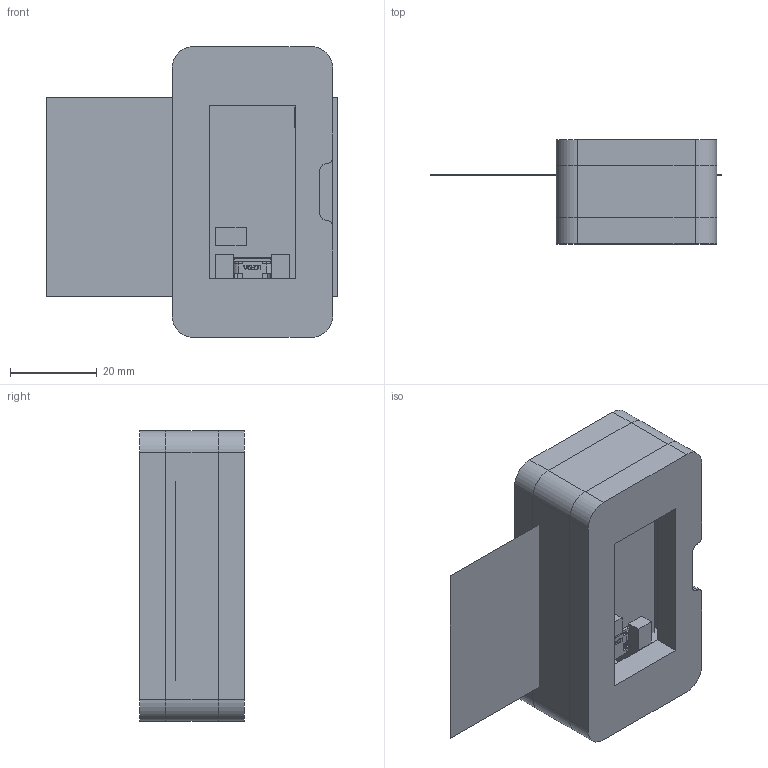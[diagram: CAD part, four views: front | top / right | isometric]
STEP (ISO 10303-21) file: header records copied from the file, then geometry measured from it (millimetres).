
FILE_DESCRIPTION((''),'2;1');
FILE_NAME('0-AAA_ASM','2024-12-09T10:39:05',('LilyGo'),(''),'CREO PARAMETRIC BY PTC INC, 2020053','CREO PARAMETRIC BY PTC INC, 2020053','');
FILE_SCHEMA(('CONFIG_CONTROL_DESIGN'));
Length unit declared in the file: millimetre
Products named in the file (8): 0-00; PCB; PRT0001; PCB00_ASM; 00; H708-BC-001; H708-BC-002; 0-AAA_ASM
Assembly tree (8 placements, depth 3):
  0-AAA_ASM
    0-00
    PCB00_ASM
      PCB
      PRT0001
    00
    H708-BC-001  x2
    H708-BC-002
Bounding box: 67.2 x 24 x 67 mm (x, y, z)
Volume: 37584 mm3; surface area: 27315.7 mm2
Topology: 7 solids, 8 shells, 560 faces, 1672 edges, 1177 vertices
Faces by surface type: plane 417, cylinder 117, extrusion 18, revolution 4, cone 4
Entity records: 19656 total; most frequent: CARTESIAN_POINT 4743, ORIENTED_EDGE 3232, DIRECTION 2808, EDGE_CURVE 1618, VECTOR 1244, LINE 1226, VERTEX_POINT 1141, AXIS2_PLACEMENT_3D 780
